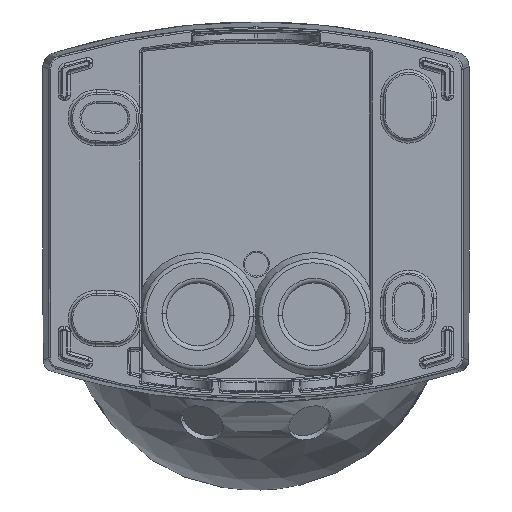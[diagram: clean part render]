
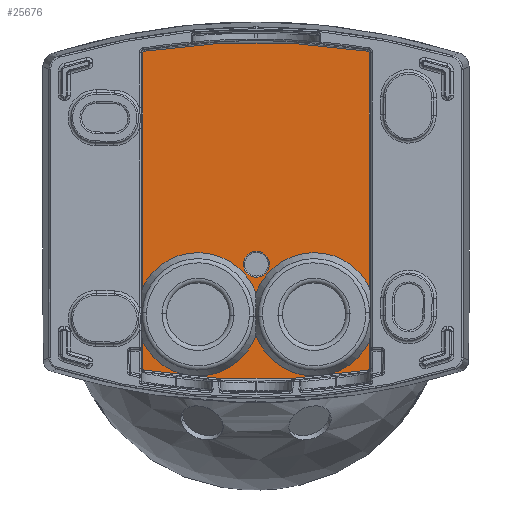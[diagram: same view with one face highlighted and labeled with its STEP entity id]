
A CAD part, front view. The second image highlights one B-rep face of the part: STEP entity #25676.
In plain terms, the highlighted planar face has unit normal (0, -1, 0).
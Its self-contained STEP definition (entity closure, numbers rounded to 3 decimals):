
#19880=CARTESIAN_POINT('Axis2P3D Location',(19.4,15.,27.399)) ;
#19884=CARTESIAN_POINT('Vertex',(19.446,15.,27.695)) ;
#19886=CARTESIAN_POINT('Vertex',(19.7,15.,27.399)) ;
#19942=CARTESIAN_POINT('Axis2P3D Location',(-19.4,15.,27.399)) ;
#19946=CARTESIAN_POINT('Vertex',(-19.7,15.,27.399)) ;
#19948=CARTESIAN_POINT('Vertex',(-19.446,15.,27.695)) ;
#19982=CARTESIAN_POINT('Axis2P3D Location',(0.,15.,-96.659)) ;
#20004=CARTESIAN_POINT('Axis2P3D Location',(0.,15.,89.545)) ;
#20008=CARTESIAN_POINT('Vertex',(19.449,15.,-27.819)) ;
#20010=CARTESIAN_POINT('Vertex',(-19.449,15.,-27.819)) ;
#20044=CARTESIAN_POINT('Axis2P3D Location',(-19.4,15.,-27.523)) ;
#20048=CARTESIAN_POINT('Vertex',(-19.7,15.,-27.523)) ;
#20075=CARTESIAN_POINT('Axis2P3D Location',(19.4,15.,-27.523)) ;
#20079=CARTESIAN_POINT('Vertex',(19.7,15.,-27.523)) ;
#20106=CARTESIAN_POINT('Line Origine',(19.7,15.,0.548)) ;
#20128=CARTESIAN_POINT('Line Origine',(-19.7,15.,-0.758)) ;
#25643=CARTESIAN_POINT('Axis2P3D Location',(-1.452,15.,-19.023)) ;
#25658=CARTESIAN_POINT('Axis2P3D Location',(0.067,15.,-9.388)) ;
#25662=CARTESIAN_POINT('Vertex',(2.313,15.,-9.313)) ;
#25664=CARTESIAN_POINT('Vertex',(-2.179,15.,-9.462)) ;
#25667=CARTESIAN_POINT('Axis2P3D Location',(0.067,15.,-9.388)) ;
#19881=DIRECTION('Axis2P3D Direction',(0.,-1.,0.)) ;
#19943=DIRECTION('Axis2P3D Direction',(0.,-1.,0.)) ;
#19983=DIRECTION('Axis2P3D Direction',(0.,-1.,0.)) ;
#20005=DIRECTION('Axis2P3D Direction',(0.,-1.,0.)) ;
#20045=DIRECTION('Axis2P3D Direction',(0.,-1.,0.)) ;
#20076=DIRECTION('Axis2P3D Direction',(0.,-1.,0.)) ;
#20107=DIRECTION('Vector Direction',(0.,0.,-1.)) ;
#20129=DIRECTION('Vector Direction',(0.,0.,-1.)) ;
#25644=DIRECTION('Axis2P3D Direction',(0.,-1.,0.)) ;
#25645=DIRECTION('Axis2P3D XDirection',(0.999,0.,0.033)) ;
#25659=DIRECTION('Axis2P3D Direction',(0.,-1.,0.)) ;
#25668=DIRECTION('Axis2P3D Direction',(0.,-1.,0.)) ;
#19882=AXIS2_PLACEMENT_3D('Circle Axis2P3D',#19880,#19881,$) ;
#19944=AXIS2_PLACEMENT_3D('Circle Axis2P3D',#19942,#19943,$) ;
#19984=AXIS2_PLACEMENT_3D('Circle Axis2P3D',#19982,#19983,$) ;
#20006=AXIS2_PLACEMENT_3D('Circle Axis2P3D',#20004,#20005,$) ;
#20046=AXIS2_PLACEMENT_3D('Circle Axis2P3D',#20044,#20045,$) ;
#20077=AXIS2_PLACEMENT_3D('Circle Axis2P3D',#20075,#20076,$) ;
#25646=AXIS2_PLACEMENT_3D('Plane Axis2P3D',#25643,#25644,#25645) ;
#25660=AXIS2_PLACEMENT_3D('Circle Axis2P3D',#25658,#25659,$) ;
#25669=AXIS2_PLACEMENT_3D('Circle Axis2P3D',#25667,#25668,$) ;
#25649=ORIENTED_EDGE('',*,*,#20081,.F.) ;
#25650=ORIENTED_EDGE('',*,*,#20110,.F.) ;
#25651=ORIENTED_EDGE('',*,*,#19888,.F.) ;
#25652=ORIENTED_EDGE('',*,*,#19986,.F.) ;
#25653=ORIENTED_EDGE('',*,*,#19950,.F.) ;
#25654=ORIENTED_EDGE('',*,*,#20132,.F.) ;
#25655=ORIENTED_EDGE('',*,*,#20050,.F.) ;
#25656=ORIENTED_EDGE('',*,*,#20012,.F.) ;
#25673=ORIENTED_EDGE('',*,*,#25666,.F.) ;
#25674=ORIENTED_EDGE('',*,*,#25671,.F.) ;
#25675=FACE_BOUND('',#25672,.T.) ;
#20108=VECTOR('Line Direction',#20107,1.) ;
#20130=VECTOR('Line Direction',#20129,1.) ;
#25676=ADVANCED_FACE('Body.2',(#25657,#25675),#25647,.T.) ;
#19883=CIRCLE('generated circle',#19882,0.3) ;
#19945=CIRCLE('generated circle',#19944,0.3) ;
#19985=CIRCLE('generated circle',#19984,125.866) ;
#20007=CIRCLE('generated circle',#20006,118.965) ;
#20047=CIRCLE('generated circle',#20046,0.3) ;
#20078=CIRCLE('generated circle',#20077,0.3) ;
#25661=CIRCLE('generated circle',#25660,2.248) ;
#25670=CIRCLE('generated circle',#25669,2.248) ;
#19888=EDGE_CURVE('',#19885,#19887,#19883,.F.) ;
#19950=EDGE_CURVE('',#19947,#19949,#19945,.F.) ;
#19986=EDGE_CURVE('',#19949,#19885,#19985,.F.) ;
#20012=EDGE_CURVE('',#20009,#20011,#20007,.F.) ;
#20050=EDGE_CURVE('',#20011,#20049,#20047,.F.) ;
#20081=EDGE_CURVE('',#20080,#20009,#20078,.F.) ;
#20110=EDGE_CURVE('',#19887,#20080,#20109,.T.) ;
#20132=EDGE_CURVE('',#20049,#19947,#20131,.F.) ;
#25666=EDGE_CURVE('',#25663,#25665,#25661,.T.) ;
#25671=EDGE_CURVE('',#25665,#25663,#25670,.T.) ;
#25648=EDGE_LOOP('',(#25649,#25650,#25651,#25652,#25653,#25654,#25655,#25656)) ;
#25672=EDGE_LOOP('',(#25673,#25674)) ;
#25657=FACE_OUTER_BOUND('',#25648,.T.) ;
#20109=LINE('Line',#20106,#20108) ;
#20131=LINE('Line',#20128,#20130) ;
#25647=PLANE('',#25646) ;
#19885=VERTEX_POINT('',#19884) ;
#19887=VERTEX_POINT('',#19886) ;
#19947=VERTEX_POINT('',#19946) ;
#19949=VERTEX_POINT('',#19948) ;
#20009=VERTEX_POINT('',#20008) ;
#20011=VERTEX_POINT('',#20010) ;
#20049=VERTEX_POINT('',#20048) ;
#20080=VERTEX_POINT('',#20079) ;
#25663=VERTEX_POINT('',#25662) ;
#25665=VERTEX_POINT('',#25664) ;
